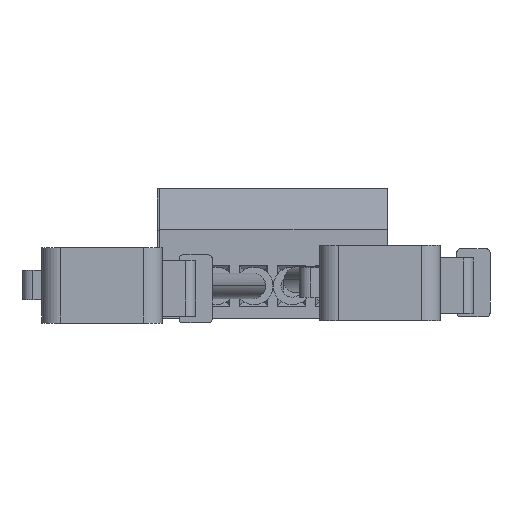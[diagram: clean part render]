
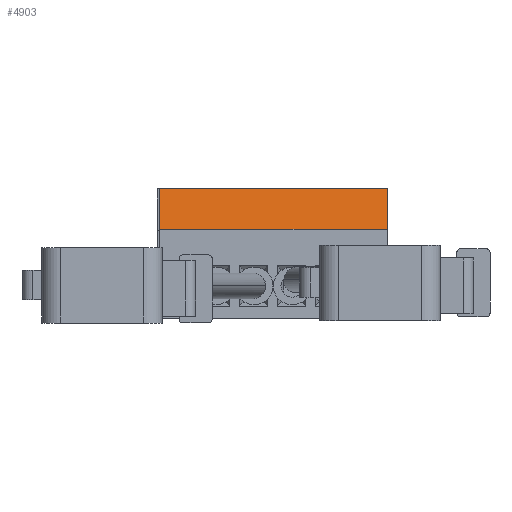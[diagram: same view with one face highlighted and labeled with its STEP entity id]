
A CAD part, left-side view. The second image highlights one B-rep face of the part: STEP entity #4903.
In plain terms, the highlighted planar face has unit normal (-0.985, 0, 0.174).
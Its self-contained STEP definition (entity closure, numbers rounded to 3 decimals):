
#4903=ADVANCED_FACE('',(#11977),#11978,.T.);
#7163=VERTEX_POINT('',#14342);
#7167=VERTEX_POINT('',#14346);
#7169=EDGE_CURVE('',#7163,#7167,#14348,.T.);
#7397=VERTEX_POINT('',#14576);
#7401=VERTEX_POINT('',#14580);
#7403=EDGE_CURVE('',#7401,#7397,#14582,.T.);
#7671=EDGE_CURVE('',#7167,#7397,#14850,.T.);
#7675=EDGE_CURVE('',#7163,#7401,#14854,.T.);
#11977=FACE_OUTER_BOUND('',#19638,.T.);
#11978=PLANE('',#19639);
#14342=CARTESIAN_POINT('',(250.563,13.6,17.76));
#14346=CARTESIAN_POINT('',(249.62,13.6,12.41));
#14348=LINE('',#23146,#23147);
#14576=CARTESIAN_POINT('',(249.62,43.774,12.41));
#14580=CARTESIAN_POINT('',(250.563,43.774,17.76));
#14582=LINE('',#23538,#23539);
#14850=LINE('',#23980,#23981);
#14854=LINE('',#23988,#23989);
#19638=EDGE_LOOP('',(#31481,#31482,#31483,#31484));
#19639=AXIS2_PLACEMENT_3D('',#31485,#31486,#31487);
#23146=CARTESIAN_POINT('',(250.563,13.6,17.76));
#23147=VECTOR('',#33155,1.0);
#23538=CARTESIAN_POINT('',(250.563,43.774,17.76));
#23539=VECTOR('',#33234,1.0);
#23980=CARTESIAN_POINT('',(249.62,13.6,12.41));
#23981=VECTOR('',#33321,1.0);
#23988=CARTESIAN_POINT('',(250.563,13.6,17.76));
#23989=VECTOR('',#33323,1.0);
#31481=ORIENTED_EDGE('',*,*,#7403,.T.);
#31482=ORIENTED_EDGE('',*,*,#7671,.F.);
#31483=ORIENTED_EDGE('',*,*,#7169,.F.);
#31484=ORIENTED_EDGE('',*,*,#7675,.T.);
#31485=CARTESIAN_POINT('',(250.563,13.6,17.76));
#31486=DIRECTION('',(-0.985,0.0,0.174));
#31487=DIRECTION('',(-0.174,0.0,-0.985));
#33155=DIRECTION('',(-0.174,0.0,-0.985));
#33234=DIRECTION('',(-0.174,0.0,-0.985));
#33321=DIRECTION('',(0.0,1.0,0.0));
#33323=DIRECTION('',(0.0,1.0,0.0));
